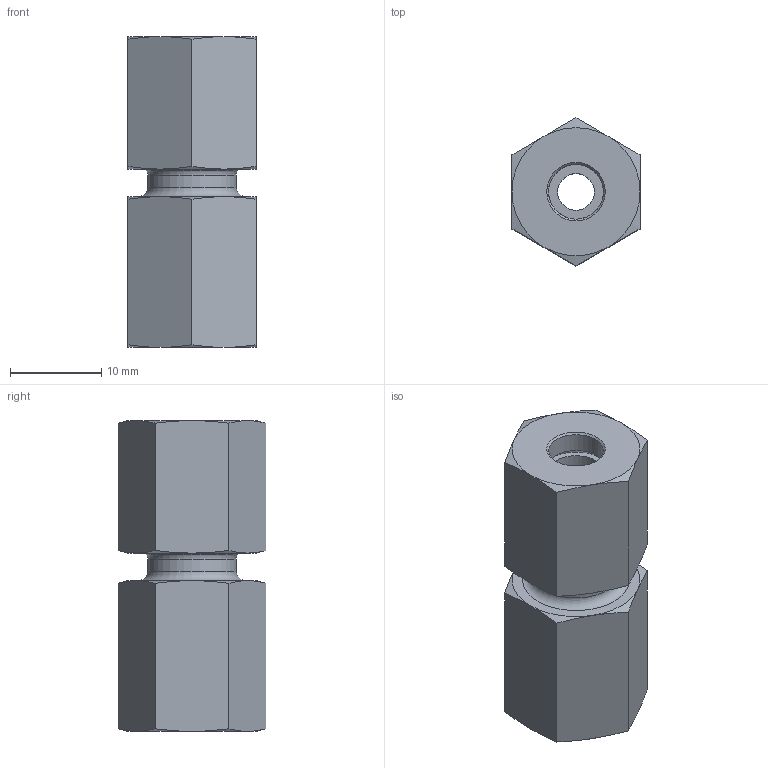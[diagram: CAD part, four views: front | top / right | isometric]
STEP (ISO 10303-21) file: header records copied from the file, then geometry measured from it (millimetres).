
FILE_DESCRIPTION((''),'2;1');
FILE_NAME('7171061012.stp','2014-08-27T12:13:01',(''),('KNOMI spol. s r. o.'),'Autodesk Inventor 2012','Autodesk Inventor 2012','');
FILE_SCHEMA(('AUTOMOTIVE_DESIGN { 1 2 10303 214 0 1 1 1 }'));
Length unit declared in the file: millimetre
Products named in the file (4): PRIM2K  6LM    M10x1/M12; 7161061012; 40106; 3910612
Assembly tree (3 placements, depth 2):
  PRIM2K  6LM    M10x1/M12
    7161061012
    40106
    3910612
Bounding box: 14 x 16.17 x 34 mm (x, y, z)
Volume: 4336.1 mm3; surface area: 3853.2 mm2
Topology: 3 solids, 3 shells, 70 faces, 153 edges, 95 vertices
Faces by surface type: cone 36, plane 21, cylinder 10, torus 3
Full cylindrical faces by diameter (mm): 4 x1, 6 x3, 8 x1, 8.917 x1, 9.7 x1, 10 x1, 10.376 x1, 12 x1
Entity records: 1855 total; most frequent: CARTESIAN_POINT 375, DIRECTION 281, ORIENTED_EDGE 232, AXIS2_PLACEMENT_3D 133, EDGE_CURVE 116, EDGE_LOOP 104, VERTEX_POINT 80, STYLED_ITEM 76
